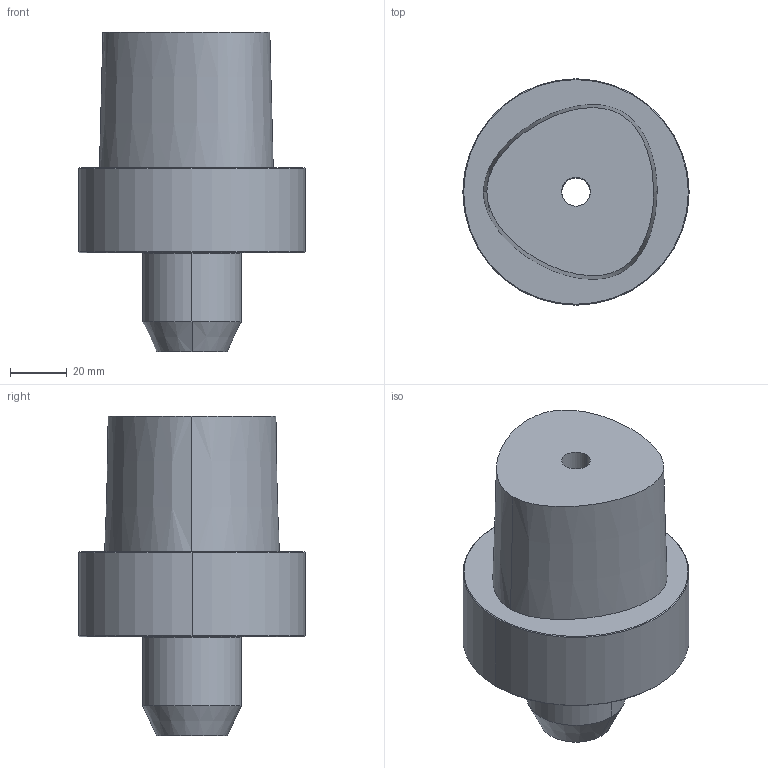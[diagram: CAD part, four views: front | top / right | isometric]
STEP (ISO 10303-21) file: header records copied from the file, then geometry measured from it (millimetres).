
FILE_DESCRIPTION((''),'2;1');
FILE_NAME('84102810','2019-04-25T10:46:35',('piechottad'),(''),'CREO PARAMETRIC BY PTC INC, 2018400','CREO PARAMETRIC BY PTC INC, 2018400','');
FILE_SCHEMA(('AUTOMOTIVE_DESIGN { 1 0 10303 214 1 1 1 1 }'));
Length unit declared in the file: millimetre
Products named in the file (1): 84102810
Bounding box: 80 x 80 x 113 mm (x, y, z)
Volume: 307709.3 mm3; surface area: 33134.7 mm2
Topology: 1 solids, 1 shells, 23 faces, 46 edges, 28 vertices
Faces by surface type: cylinder 8, cone 6, plane 5, bspline 2, torus 2
Entity records: 1477 total; most frequent: CARTESIAN_POINT 348, DIRECTION 144, ORIENTED_EDGE 92, PRESENTATION_STYLE_ASSIGNMENT 67, STYLED_ITEM 67, CURVE_STYLE 66, AXIS2_PLACEMENT_3D 60, PROPERTY_DEFINITION 54
